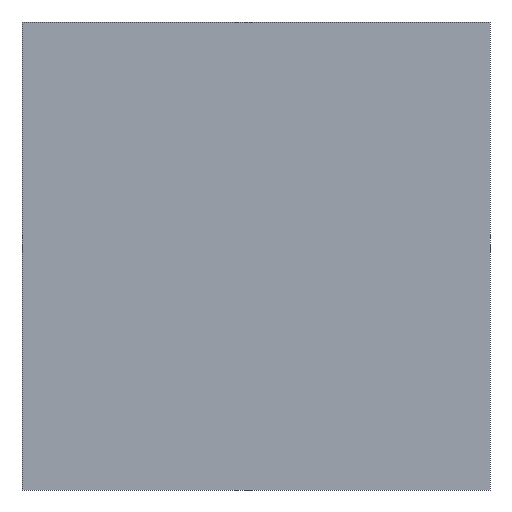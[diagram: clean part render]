
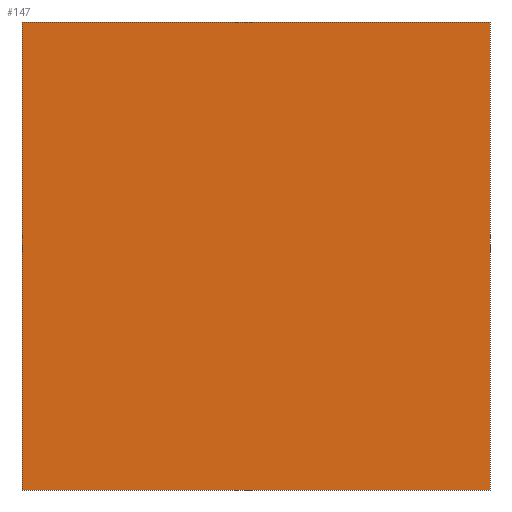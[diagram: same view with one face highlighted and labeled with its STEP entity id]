
A CAD part, front view. The second image highlights one B-rep face of the part: STEP entity #147.
In plain terms, the highlighted planar face has unit normal (0, -1, 0).
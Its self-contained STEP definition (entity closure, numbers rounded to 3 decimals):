
#4 = VERTEX_POINT ( 'NONE', #194 ) ;
#8 = DIRECTION ( 'NONE',  ( 0., -1., 0. ) ) ;
#11 = VERTEX_POINT ( 'NONE', #81 ) ;
#13 = DIRECTION ( 'NONE',  ( -1., 0., 0. ) ) ;
#16 = ORIENTED_EDGE ( 'NONE', *, *, #278, .F. ) ;
#22 = VERTEX_POINT ( 'NONE', #79 ) ;
#28 = LINE ( 'NONE', #181, #122 ) ;
#30 = LINE ( 'NONE', #247, #272 ) ;
#53 = VERTEX_POINT ( 'NONE', #106 ) ;
#78 = ORIENTED_EDGE ( 'NONE', *, *, #229, .F. ) ;
#79 = CARTESIAN_POINT ( 'NONE',  ( 124.714, 132.779, 50. ) ) ;
#81 = CARTESIAN_POINT ( 'NONE',  ( 174.714, 132.779, 0. ) ) ;
#83 = LINE ( 'NONE', #221, #256 ) ;
#87 = DIRECTION ( 'NONE',  ( -1., 0., 0. ) ) ;
#94 = EDGE_LOOP ( 'NONE', ( #78, #16, #161, #207 ) ) ;
#106 = CARTESIAN_POINT ( 'NONE',  ( 174.714, 132.779, 50. ) ) ;
#108 = DIRECTION ( 'NONE',  ( 0., 0., -1. ) ) ;
#122 = VECTOR ( 'NONE', #108, 1000. ) ;
#129 = DIRECTION ( 'NONE',  ( 0., 0., -1. ) ) ;
#147 = ADVANCED_FACE ( 'NONE', ( #186 ), #250, .T. ) ;
#152 = DIRECTION ( 'NONE',  ( 0., 0., -1. ) ) ;
#156 = EDGE_CURVE ( 'NONE', #22, #4, #30, .T. ) ;
#161 = ORIENTED_EDGE ( 'NONE', *, *, #184, .T. ) ;
#174 = CARTESIAN_POINT ( 'NONE',  ( 174.714, 132.779, 50. ) ) ;
#181 = CARTESIAN_POINT ( 'NONE',  ( 174.714, 132.779, 50. ) ) ;
#184 = EDGE_CURVE ( 'NONE', #53, #22, #244, .T. ) ;
#186 = FACE_OUTER_BOUND ( 'NONE', #94, .T. ) ;
#194 = CARTESIAN_POINT ( 'NONE',  ( 124.714, 132.779, 0. ) ) ;
#197 = CARTESIAN_POINT ( 'NONE',  ( 174.714, 132.779, 50. ) ) ;
#207 = ORIENTED_EDGE ( 'NONE', *, *, #156, .T. ) ;
#221 = CARTESIAN_POINT ( 'NONE',  ( 174.714, 132.779, 0. ) ) ;
#223 = VECTOR ( 'NONE', #13, 1000. ) ;
#229 = EDGE_CURVE ( 'NONE', #11, #4, #83, .T. ) ;
#238 = AXIS2_PLACEMENT_3D ( 'NONE', #197, #8, #129 ) ;
#244 = LINE ( 'NONE', #174, #223 ) ;
#247 = CARTESIAN_POINT ( 'NONE',  ( 124.714, 132.779, 50. ) ) ;
#250 = PLANE ( 'NONE',  #238 ) ;
#256 = VECTOR ( 'NONE', #87, 1000. ) ;
#272 = VECTOR ( 'NONE', #152, 1000. ) ;
#278 = EDGE_CURVE ( 'NONE', #53, #11, #28, .T. ) ;
